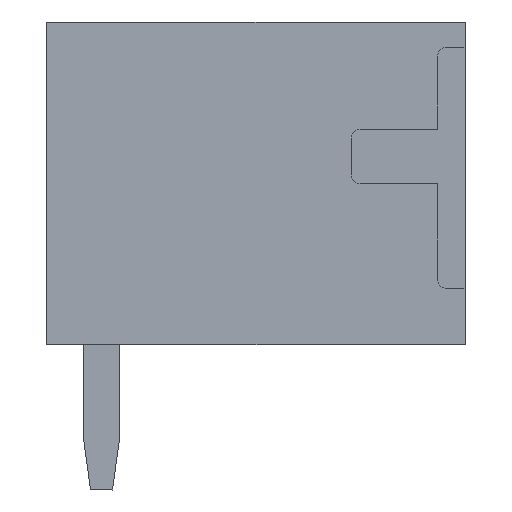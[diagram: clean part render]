
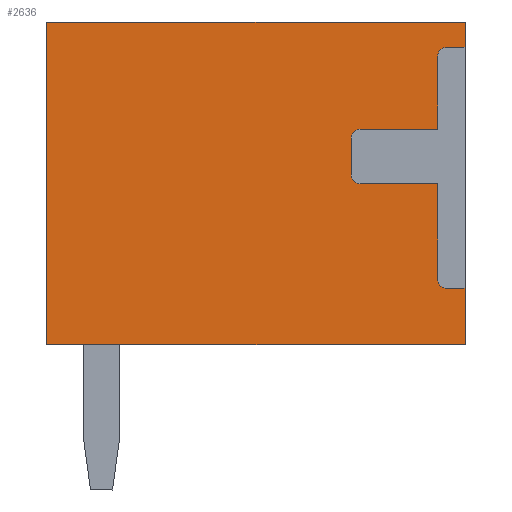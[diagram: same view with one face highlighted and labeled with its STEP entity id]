
A CAD part, left-side view. The second image highlights one B-rep face of the part: STEP entity #2636.
In plain terms, the highlighted planar face has unit normal (-1, 0, 0).
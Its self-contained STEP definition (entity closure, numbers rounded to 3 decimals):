
#2536=AXIS2_PLACEMENT_3D('Plane Axis2P3D',#2533,#2534,#2535) ;
#2552=AXIS2_PLACEMENT_3D('Circle Axis2P3D',#2550,#2551,$) ;
#2573=AXIS2_PLACEMENT_3D('Circle Axis2P3D',#2571,#2572,$) ;
#2587=AXIS2_PLACEMENT_3D('Circle Axis2P3D',#2585,#2586,$) ;
#2608=AXIS2_PLACEMENT_3D('Circle Axis2P3D',#2606,#2607,$) ;
#77=CARTESIAN_POINT('Vertex',(0.3,0.,10.3)) ;
#80=CARTESIAN_POINT('Line Origine',(0.3,0.,10.02)) ;
#84=CARTESIAN_POINT('Vertex',(0.3,0.,9.74)) ;
#105=CARTESIAN_POINT('Vertex',(0.3,0.,4.44)) ;
#108=CARTESIAN_POINT('Line Origine',(0.3,0.,3.82)) ;
#112=CARTESIAN_POINT('Vertex',(0.3,0.,3.2)) ;
#1975=CARTESIAN_POINT('Vertex',(0.3,9.2,10.3)) ;
#1978=CARTESIAN_POINT('Line Origine',(0.3,4.6,10.3)) ;
#2429=CARTESIAN_POINT('Line Origine',(0.3,4.6,3.2)) ;
#2433=CARTESIAN_POINT('Vertex',(0.3,9.2,3.2)) ;
#2533=CARTESIAN_POINT('Axis2P3D Location',(0.3,0.,0.)) ;
#2538=CARTESIAN_POINT('Line Origine',(0.3,9.2,6.75)) ;
#2543=CARTESIAN_POINT('Line Origine',(0.3,0.2,4.44)) ;
#2547=CARTESIAN_POINT('Vertex',(0.3,0.4,4.44)) ;
#2550=CARTESIAN_POINT('Axis2P3D Location',(0.3,0.4,4.64)) ;
#2554=CARTESIAN_POINT('Vertex',(0.3,0.6,4.64)) ;
#2557=CARTESIAN_POINT('Line Origine',(0.3,0.6,5.69)) ;
#2561=CARTESIAN_POINT('Vertex',(0.3,0.6,6.74)) ;
#2564=CARTESIAN_POINT('Line Origine',(0.3,1.45,6.74)) ;
#2568=CARTESIAN_POINT('Vertex',(0.3,2.3,6.74)) ;
#2571=CARTESIAN_POINT('Axis2P3D Location',(0.3,2.3,6.94)) ;
#2575=CARTESIAN_POINT('Vertex',(0.3,2.5,6.94)) ;
#2578=CARTESIAN_POINT('Line Origine',(0.3,2.5,7.34)) ;
#2582=CARTESIAN_POINT('Vertex',(0.3,2.5,7.74)) ;
#2585=CARTESIAN_POINT('Axis2P3D Location',(0.3,2.3,7.74)) ;
#2589=CARTESIAN_POINT('Vertex',(0.3,2.3,7.94)) ;
#2592=CARTESIAN_POINT('Line Origine',(0.3,1.45,7.94)) ;
#2596=CARTESIAN_POINT('Vertex',(0.3,0.6,7.94)) ;
#2599=CARTESIAN_POINT('Line Origine',(0.3,0.6,8.74)) ;
#2603=CARTESIAN_POINT('Vertex',(0.3,0.6,9.54)) ;
#2606=CARTESIAN_POINT('Axis2P3D Location',(0.3,0.4,9.54)) ;
#2610=CARTESIAN_POINT('Vertex',(0.3,0.4,9.74)) ;
#2613=CARTESIAN_POINT('Line Origine',(0.3,0.2,9.74)) ;
#81=DIRECTION('Vector Direction',(0.,0.,-1.)) ;
#109=DIRECTION('Vector Direction',(0.,0.,-1.)) ;
#1979=DIRECTION('Vector Direction',(0.,-1.,0.)) ;
#2430=DIRECTION('Vector Direction',(0.,1.,0.)) ;
#2534=DIRECTION('Axis2P3D Direction',(-1.,0.,0.)) ;
#2535=DIRECTION('Axis2P3D XDirection',(0.,-1.,0.)) ;
#2539=DIRECTION('Vector Direction',(0.,0.,1.)) ;
#2544=DIRECTION('Vector Direction',(0.,-1.,0.)) ;
#2551=DIRECTION('Axis2P3D Direction',(-1.,0.,0.)) ;
#2558=DIRECTION('Vector Direction',(0.,0.,-1.)) ;
#2565=DIRECTION('Vector Direction',(0.,-1.,0.)) ;
#2572=DIRECTION('Axis2P3D Direction',(-1.,0.,0.)) ;
#2579=DIRECTION('Vector Direction',(0.,0.,-1.)) ;
#2586=DIRECTION('Axis2P3D Direction',(-1.,0.,0.)) ;
#2593=DIRECTION('Vector Direction',(0.,1.,0.)) ;
#2600=DIRECTION('Vector Direction',(0.,0.,-1.)) ;
#2607=DIRECTION('Axis2P3D Direction',(-1.,0.,0.)) ;
#2614=DIRECTION('Vector Direction',(0.,1.,0.)) ;
#82=VECTOR('Line Direction',#81,1.) ;
#110=VECTOR('Line Direction',#109,1.) ;
#1980=VECTOR('Line Direction',#1979,1.) ;
#2431=VECTOR('Line Direction',#2430,1.) ;
#2540=VECTOR('Line Direction',#2539,1.) ;
#2545=VECTOR('Line Direction',#2544,1.) ;
#2559=VECTOR('Line Direction',#2558,1.) ;
#2566=VECTOR('Line Direction',#2565,1.) ;
#2580=VECTOR('Line Direction',#2579,1.) ;
#2594=VECTOR('Line Direction',#2593,1.) ;
#2601=VECTOR('Line Direction',#2600,1.) ;
#2615=VECTOR('Line Direction',#2614,1.) ;
#2619=ORIENTED_EDGE('',*,*,#86,.T.) ;
#2620=ORIENTED_EDGE('',*,*,#1982,.T.) ;
#2621=ORIENTED_EDGE('',*,*,#2542,.T.) ;
#2622=ORIENTED_EDGE('',*,*,#2435,.T.) ;
#2623=ORIENTED_EDGE('',*,*,#114,.T.) ;
#2624=ORIENTED_EDGE('',*,*,#2549,.T.) ;
#2625=ORIENTED_EDGE('',*,*,#2556,.T.) ;
#2626=ORIENTED_EDGE('',*,*,#2563,.T.) ;
#2627=ORIENTED_EDGE('',*,*,#2570,.T.) ;
#2628=ORIENTED_EDGE('',*,*,#2577,.T.) ;
#2629=ORIENTED_EDGE('',*,*,#2584,.T.) ;
#2630=ORIENTED_EDGE('',*,*,#2591,.T.) ;
#2631=ORIENTED_EDGE('',*,*,#2598,.T.) ;
#2632=ORIENTED_EDGE('',*,*,#2605,.T.) ;
#2633=ORIENTED_EDGE('',*,*,#2612,.T.) ;
#2634=ORIENTED_EDGE('',*,*,#2617,.T.) ;
#2636=ADVANCED_FACE('HOUSING',(#2635),#2537,.T.) ;
#2553=CIRCLE('generated circle',#2552,0.2) ;
#2574=CIRCLE('generated circle',#2573,0.2) ;
#2588=CIRCLE('generated circle',#2587,0.2) ;
#2609=CIRCLE('generated circle',#2608,0.2) ;
#86=EDGE_CURVE('',#85,#78,#83,.F.) ;
#114=EDGE_CURVE('',#113,#106,#111,.F.) ;
#1982=EDGE_CURVE('',#78,#1976,#1981,.F.) ;
#2435=EDGE_CURVE('',#2434,#113,#2432,.F.) ;
#2542=EDGE_CURVE('',#1976,#2434,#2541,.F.) ;
#2549=EDGE_CURVE('',#106,#2548,#2546,.F.) ;
#2556=EDGE_CURVE('',#2548,#2555,#2553,.F.) ;
#2563=EDGE_CURVE('',#2555,#2562,#2560,.F.) ;
#2570=EDGE_CURVE('',#2562,#2569,#2567,.F.) ;
#2577=EDGE_CURVE('',#2569,#2576,#2574,.F.) ;
#2584=EDGE_CURVE('',#2576,#2583,#2581,.F.) ;
#2591=EDGE_CURVE('',#2583,#2590,#2588,.F.) ;
#2598=EDGE_CURVE('',#2590,#2597,#2595,.F.) ;
#2605=EDGE_CURVE('',#2597,#2604,#2602,.F.) ;
#2612=EDGE_CURVE('',#2604,#2611,#2609,.F.) ;
#2617=EDGE_CURVE('',#2611,#85,#2616,.F.) ;
#2618=EDGE_LOOP('',(#2619,#2620,#2621,#2622,#2623,#2624,#2625,#2626,#2627,#2628,#2629,#2630,#2631,#2632,#2633,#2634)) ;
#2635=FACE_OUTER_BOUND('',#2618,.T.) ;
#83=LINE('Line',#80,#82) ;
#111=LINE('Line',#108,#110) ;
#1981=LINE('Line',#1978,#1980) ;
#2432=LINE('Line',#2429,#2431) ;
#2541=LINE('Line',#2538,#2540) ;
#2546=LINE('Line',#2543,#2545) ;
#2560=LINE('Line',#2557,#2559) ;
#2567=LINE('Line',#2564,#2566) ;
#2581=LINE('Line',#2578,#2580) ;
#2595=LINE('Line',#2592,#2594) ;
#2602=LINE('Line',#2599,#2601) ;
#2616=LINE('Line',#2613,#2615) ;
#2537=PLANE('',#2536) ;
#78=VERTEX_POINT('',#77) ;
#85=VERTEX_POINT('',#84) ;
#106=VERTEX_POINT('',#105) ;
#113=VERTEX_POINT('',#112) ;
#1976=VERTEX_POINT('',#1975) ;
#2434=VERTEX_POINT('',#2433) ;
#2548=VERTEX_POINT('',#2547) ;
#2555=VERTEX_POINT('',#2554) ;
#2562=VERTEX_POINT('',#2561) ;
#2569=VERTEX_POINT('',#2568) ;
#2576=VERTEX_POINT('',#2575) ;
#2583=VERTEX_POINT('',#2582) ;
#2590=VERTEX_POINT('',#2589) ;
#2597=VERTEX_POINT('',#2596) ;
#2604=VERTEX_POINT('',#2603) ;
#2611=VERTEX_POINT('',#2610) ;
